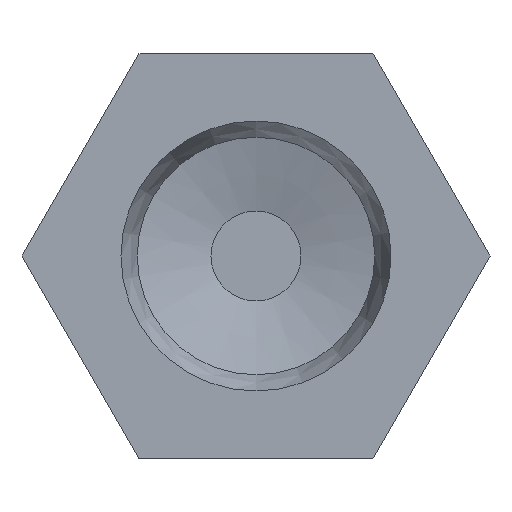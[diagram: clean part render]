
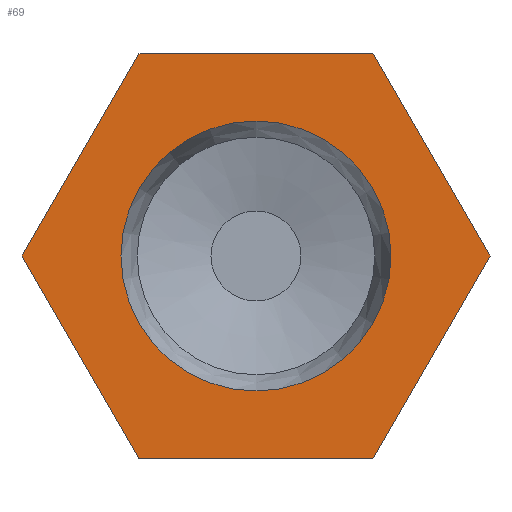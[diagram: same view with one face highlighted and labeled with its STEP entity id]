
A CAD part, left-side view. The second image highlights one B-rep face of the part: STEP entity #69.
In plain terms, the highlighted planar face has unit normal (-1, 0, 0).
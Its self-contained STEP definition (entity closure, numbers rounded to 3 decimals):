
#69=ADVANCED_FACE('',(#109,#110),#87,.F.);
#87=PLANE('',#291);
#99=CIRCLE('',#290,1.5);
#109=FACE_BOUND('',#125,.T.);
#110=FACE_BOUND('',#126,.T.);
#125=EDGE_LOOP('',(#156,#157,#158,#159,#160,#161));
#126=EDGE_LOOP('',(#162));
#156=ORIENTED_EDGE('',*,*,#231,.F.);
#157=ORIENTED_EDGE('',*,*,#232,.F.);
#158=ORIENTED_EDGE('',*,*,#233,.F.);
#159=ORIENTED_EDGE('',*,*,#234,.F.);
#160=ORIENTED_EDGE('',*,*,#235,.F.);
#161=ORIENTED_EDGE('',*,*,#236,.F.);
#162=ORIENTED_EDGE('',*,*,#237,.F.);
#210=VERTEX_POINT('',#406);
#211=VERTEX_POINT('',#407);
#212=VERTEX_POINT('',#409);
#213=VERTEX_POINT('',#411);
#214=VERTEX_POINT('',#413);
#215=VERTEX_POINT('',#415);
#216=VERTEX_POINT('',#418);
#231=EDGE_CURVE('',#210,#211,#257,.T.);
#232=EDGE_CURVE('',#212,#210,#258,.T.);
#233=EDGE_CURVE('',#213,#212,#259,.T.);
#234=EDGE_CURVE('',#214,#213,#260,.T.);
#235=EDGE_CURVE('',#215,#214,#261,.T.);
#236=EDGE_CURVE('',#211,#215,#262,.T.);
#237=EDGE_CURVE('',#216,#216,#99,.T.);
#257=LINE('',#405,#275);
#258=LINE('',#408,#276);
#259=LINE('',#410,#277);
#260=LINE('',#412,#278);
#261=LINE('',#414,#279);
#262=LINE('',#416,#280);
#275=VECTOR('',#327,1.);
#276=VECTOR('',#328,1.);
#277=VECTOR('',#329,1.);
#278=VECTOR('',#330,1.);
#279=VECTOR('',#331,1.);
#280=VECTOR('',#332,1.);
#290=AXIS2_PLACEMENT_3D('',#417,#333,#334);
#291=AXIS2_PLACEMENT_3D('',#419,#335,#336);
#327=DIRECTION('',(0.,-0.5,-0.866));
#328=DIRECTION('',(0.,-1.,0.));
#329=DIRECTION('',(0.,-0.5,0.866));
#330=DIRECTION('',(0.,0.5,0.866));
#331=DIRECTION('',(0.,1.,0.));
#332=DIRECTION('',(0.,0.5,-0.866));
#333=DIRECTION('',(-1.,0.,0.));
#334=DIRECTION('',(0.,-1.,0.));
#335=DIRECTION('',(1.,0.,0.));
#336=DIRECTION('',(0.,0.,-1.));
#405=CARTESIAN_POINT('',(0.,0.,0.));
#406=CARTESIAN_POINT('',(0.,0.,0.));
#407=CARTESIAN_POINT('',(0.,-1.3,-2.25));
#408=CARTESIAN_POINT('',(0.,2.6,0.));
#409=CARTESIAN_POINT('',(0.,2.6,0.));
#410=CARTESIAN_POINT('',(0.,3.9,-2.25));
#411=CARTESIAN_POINT('',(0.,3.9,-2.25));
#412=CARTESIAN_POINT('',(0.,2.6,-4.5));
#413=CARTESIAN_POINT('',(0.,2.6,-4.5));
#414=CARTESIAN_POINT('',(0.,0.,-4.5));
#415=CARTESIAN_POINT('',(0.,0.,-4.5));
#416=CARTESIAN_POINT('',(0.,-1.3,-2.25));
#417=CARTESIAN_POINT('',(0.,1.3,-2.25));
#418=CARTESIAN_POINT('',(0.,-0.2,-2.25));
#419=CARTESIAN_POINT('',(0.,0.,0.));
